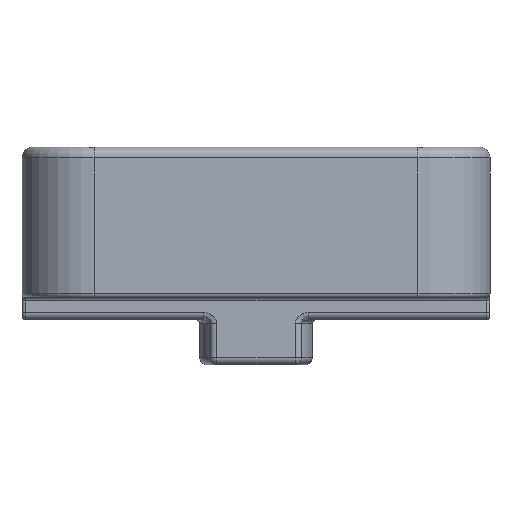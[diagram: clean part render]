
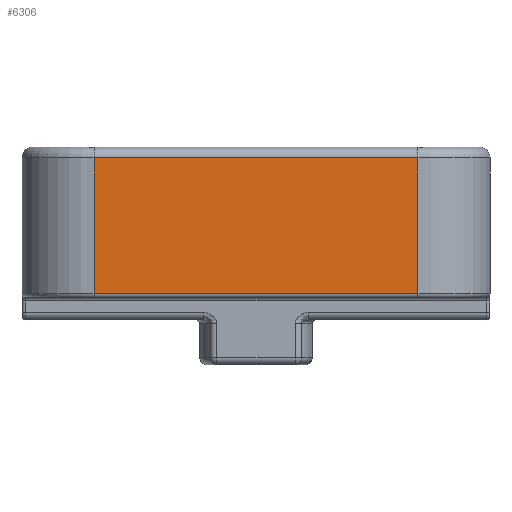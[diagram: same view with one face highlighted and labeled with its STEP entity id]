
A CAD part, front view. The second image highlights one B-rep face of the part: STEP entity #6306.
In plain terms, the highlighted planar face has unit normal (0, -1, 0).
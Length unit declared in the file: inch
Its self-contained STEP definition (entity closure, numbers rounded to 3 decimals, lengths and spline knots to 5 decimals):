
#244 = LINE ( 'NONE', #2371, #1773 ) ;
#325 = CARTESIAN_POINT ( 'NONE',  ( -0.45, -0.4, 0.48 ) ) ;
#512 = VECTOR ( 'NONE', #3665, 39.37008 ) ;
#1410 = ORIENTED_EDGE ( 'NONE', *, *, #4042, .T. ) ;
#1471 = CARTESIAN_POINT ( 'NONE',  ( 0.45, -0.4, 0.0725 ) ) ;
#1550 = CARTESIAN_POINT ( 'NONE',  ( 0.45, -0.4, 0.48 ) ) ;
#1640 = AXIS2_PLACEMENT_3D ( 'NONE', #1686, #2239, #2204 ) ;
#1648 = PLANE ( 'NONE',  #1640 ) ;
#1686 = CARTESIAN_POINT ( 'NONE',  ( -0.45, -0.4, 0.48 ) ) ;
#1773 = VECTOR ( 'NONE', #5551, 39.37008 ) ;
#1925 = EDGE_CURVE ( 'NONE', #2690, #3029, #6382, .T. ) ;
#2204 = DIRECTION ( 'NONE',  ( -1., 0., 0. ) ) ;
#2239 = DIRECTION ( 'NONE',  ( 0., 1., 0. ) ) ;
#2371 = CARTESIAN_POINT ( 'NONE',  ( -0.45, -0.4, 0.45 ) ) ;
#2690 = VERTEX_POINT ( 'NONE', #5174 ) ;
#2903 = DIRECTION ( 'NONE',  ( 0., 0., -1. ) ) ;
#3029 = VERTEX_POINT ( 'NONE', #3036 ) ;
#3036 = CARTESIAN_POINT ( 'NONE',  ( 0.45, -0.4, 0.0725 ) ) ;
#3090 = VERTEX_POINT ( 'NONE', #3679 ) ;
#3192 = VECTOR ( 'NONE', #6310, 39.37008 ) ;
#3271 = FACE_OUTER_BOUND ( 'NONE', #5822, .T. ) ;
#3514 = VECTOR ( 'NONE', #2903, 39.37008 ) ;
#3663 = EDGE_CURVE ( 'NONE', #5722, #2690, #6784, .T. ) ;
#3665 = DIRECTION ( 'NONE',  ( 0., 0., -1. ) ) ;
#3679 = CARTESIAN_POINT ( 'NONE',  ( 0.45, -0.4, 0.45 ) ) ;
#3693 = LINE ( 'NONE', #1550, #512 ) ;
#3742 = EDGE_CURVE ( 'NONE', #3090, #3029, #3693, .T. ) ;
#3940 = ORIENTED_EDGE ( 'NONE', *, *, #3742, .F. ) ;
#4042 = EDGE_CURVE ( 'NONE', #3090, #5722, #244, .T. ) ;
#4177 = ORIENTED_EDGE ( 'NONE', *, *, #1925, .T. ) ;
#4660 = CARTESIAN_POINT ( 'NONE',  ( -0.45, -0.4, 0.45 ) ) ;
#5174 = CARTESIAN_POINT ( 'NONE',  ( -0.45, -0.4, 0.0725 ) ) ;
#5551 = DIRECTION ( 'NONE',  ( -1., 0., 0. ) ) ;
#5722 = VERTEX_POINT ( 'NONE', #4660 ) ;
#5822 = EDGE_LOOP ( 'NONE', ( #6541, #4177, #3940, #1410 ) ) ;
#6306 = ADVANCED_FACE ( 'NONE', ( #3271 ), #1648, .F. ) ;
#6310 = DIRECTION ( 'NONE',  ( 1., 0., 0. ) ) ;
#6382 = LINE ( 'NONE', #1471, #3192 ) ;
#6541 = ORIENTED_EDGE ( 'NONE', *, *, #3663, .T. ) ;
#6784 = LINE ( 'NONE', #325, #3514 ) ;
